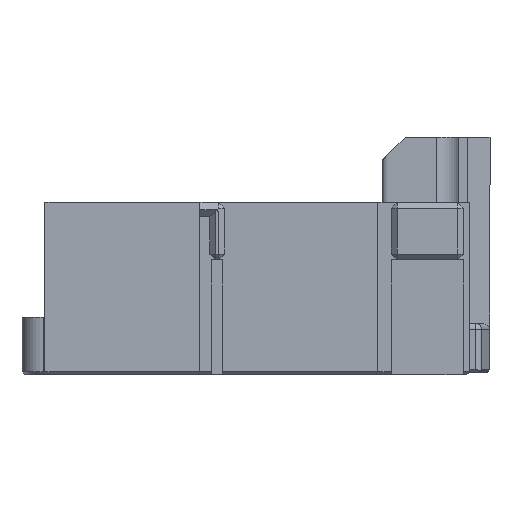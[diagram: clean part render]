
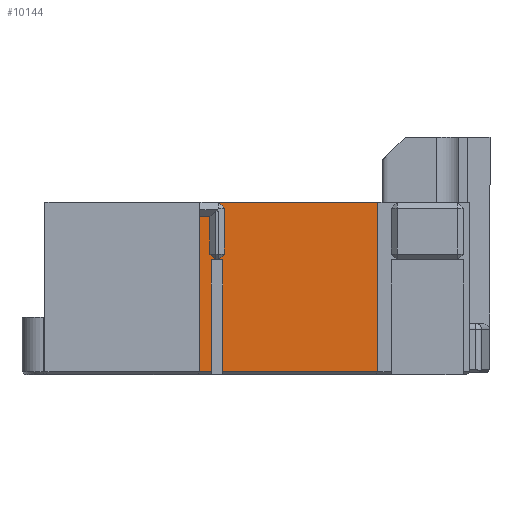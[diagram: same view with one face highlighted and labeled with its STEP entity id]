
A CAD part, left-side view. The second image highlights one B-rep face of the part: STEP entity #10144.
In plain terms, the highlighted planar face has unit normal (-1, 0, 0).
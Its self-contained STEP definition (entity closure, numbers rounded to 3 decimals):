
#1039=FACE_OUTER_BOUND('',#1637,.T.);
#1637=EDGE_LOOP('',(#8846,#8847,#8848,#8849));
#2667=LINE('',#16761,#3828);
#2694=LINE('',#16814,#3855);
#2703=LINE('',#16832,#3864);
#2704=LINE('',#16833,#3865);
#3828=VECTOR('',#13624,10.);
#3855=VECTOR('',#13671,10.);
#3864=VECTOR('',#13682,10.);
#3865=VECTOR('',#13683,10.);
#4804=VERTEX_POINT('',#16758);
#4805=VERTEX_POINT('',#16760);
#4821=VERTEX_POINT('',#16813);
#4829=VERTEX_POINT('',#16831);
#6149=EDGE_CURVE('',#4804,#4805,#2667,.T.);
#6176=EDGE_CURVE('',#4805,#4821,#2694,.T.);
#6185=EDGE_CURVE('',#4804,#4829,#2703,.T.);
#6186=EDGE_CURVE('',#4829,#4821,#2704,.T.);
#8846=ORIENTED_EDGE('',*,*,#6149,.F.);
#8847=ORIENTED_EDGE('',*,*,#6185,.T.);
#8848=ORIENTED_EDGE('',*,*,#6186,.T.);
#8849=ORIENTED_EDGE('',*,*,#6176,.F.);
#9580=PLANE('',#11122);
#10144=ADVANCED_FACE('',(#1039),#9580,.T.);
#11122=AXIS2_PLACEMENT_3D('',#16830,#13680,#13681);
#13624=DIRECTION('',(0.,1.,0.));
#13671=DIRECTION('',(0.,0.,1.));
#13680=DIRECTION('center_axis',(-1.,0.,
0.));
#13681=DIRECTION('ref_axis',(0.,0.,1.));
#13682=DIRECTION('',(0.,0.,1.));
#13683=DIRECTION('',(0.,1.,0.));
#16758=CARTESIAN_POINT('',(-49.899,68.273,-0.5));
#16760=CARTESIAN_POINT('',(-49.9,99.297,-0.5));
#16761=CARTESIAN_POINT('',(-49.899,75.797,-0.5));
#16813=CARTESIAN_POINT('',(-49.9,99.297,28.998));
#16814=CARTESIAN_POINT('',(-49.9,99.297,13.249));
#16830=CARTESIAN_POINT('Origin',(-49.9,99.297,-1.));
#16831=CARTESIAN_POINT('',(-49.9,68.273,28.998));
#16832=CARTESIAN_POINT('',(-49.899,68.273,-1.));
#16833=CARTESIAN_POINT('',(-49.9,99.797,28.998));
